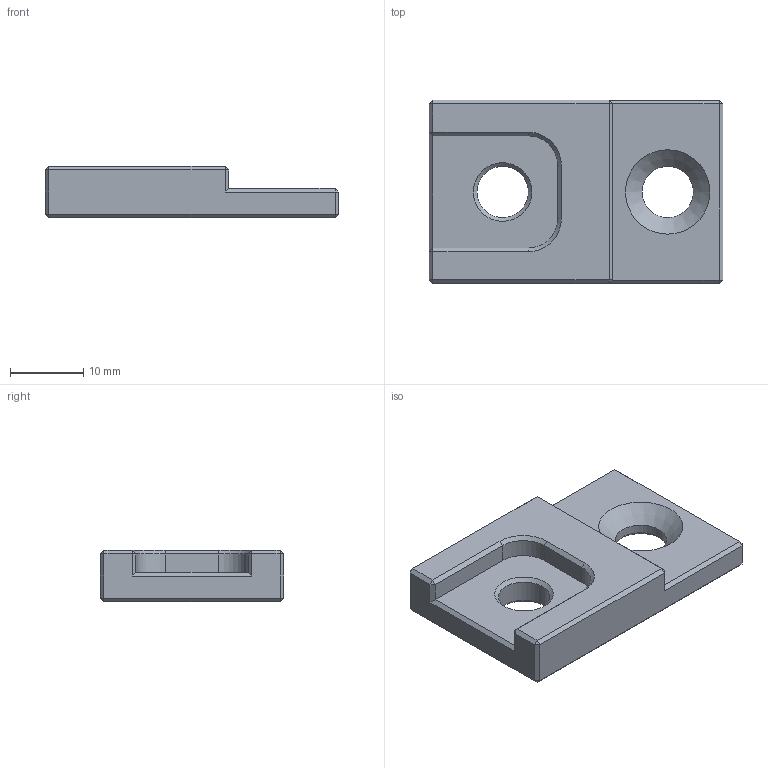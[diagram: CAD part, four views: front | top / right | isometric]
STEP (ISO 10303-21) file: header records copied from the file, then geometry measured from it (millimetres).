
FILE_DESCRIPTION(/* description */ (''),/* implementation_level */ '2;1');
FILE_NAME(/* name */ 'BloqueLoquetSpecial_V1.2 v20.step',/* time_stamp */ '2020-07-06T19:48:39+02:00',/* author */ (''),/* organization */ (''),/* preprocessor_version */ 'ST-DEVELOPER v18.1',/* originating_system */ 'Autodesk Translation Framework v9.3.0.1241',/* authorisation */ '');
FILE_SCHEMA (('AUTOMOTIVE_DESIGN { 1 0 10303 214 3 1 1 }'));
Length unit declared in the file: millimetre
Products named in the file (1): BloqueLoquetSpecial_V1.2
Bounding box: 40 x 25 x 7 mm (x, y, z)
Volume: 4663.3 mm3; surface area: 2788.2 mm2
Topology: 1 solids, 1 shells, 58 faces, 121 edges, 65 vertices
Faces by surface type: plane 48, cone 6, cylinder 4
Full cylindrical faces by diameter (mm): 7 x2
Entity records: 1512 total; most frequent: DIRECTION 254, CARTESIAN_POINT 245, ORIENTED_EDGE 242, EDGE_CURVE 121, LINE 106, VECTOR 106, AXIS2_PLACEMENT_3D 74, VERTEX_POINT 65
